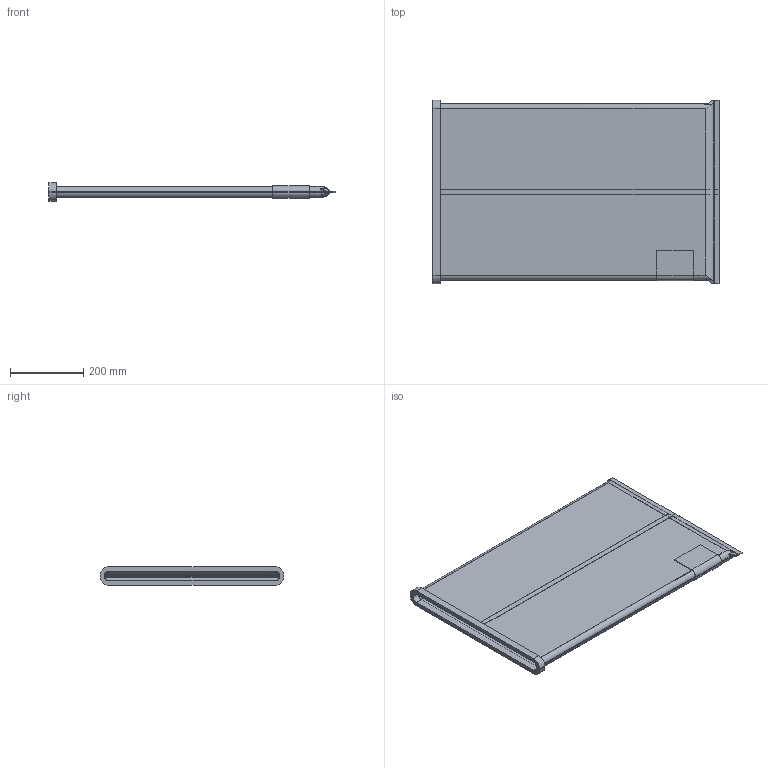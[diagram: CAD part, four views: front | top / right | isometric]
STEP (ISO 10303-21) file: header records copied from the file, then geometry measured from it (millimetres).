
FILE_DESCRIPTION (( 'STEP AP203' ), '1' );
FILE_NAME ('FILTRATION CLOTH 2024.STEP', '2023-12-14T08:41:11', ( '' ), ( '' ), 'SwSTEP 2.0', 'SolidWorks 2022', '' );
FILE_SCHEMA (( 'CONFIG_CONTROL_DESIGN' ));
Length unit declared in the file: millimetre
Products named in the file (1): FILTRATION CLOTH 2024
Bounding box: 780 x 500 x 50 mm (x, y, z)
Volume: 1421150.6 mm3; surface area: 1572660.5 mm2
Topology: 1 solids, 1 shells, 95 faces, 261 edges, 170 vertices
Faces by surface type: plane 45, cylinder 42, bspline 8
Entity records: 3546 total; most frequent: CARTESIAN_POINT 1213, ORIENTED_EDGE 522, DIRECTION 413, EDGE_CURVE 261, VERTEX_POINT 170, LINE 149, VECTOR 149, AXIS2_PLACEMENT_3D 132
